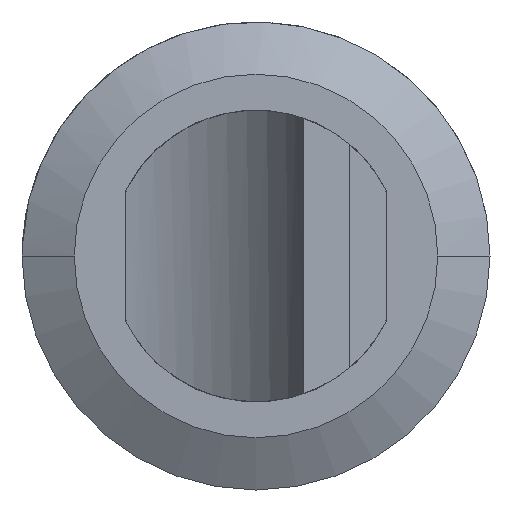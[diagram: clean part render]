
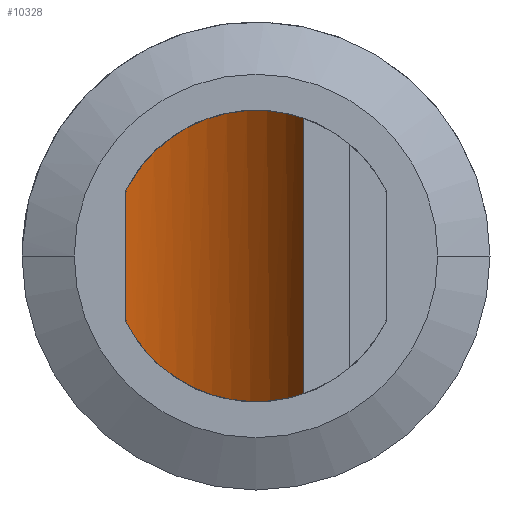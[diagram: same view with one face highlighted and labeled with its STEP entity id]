
A CAD part, left-side view. The second image highlights one B-rep face of the part: STEP entity #10328.
In plain terms, the highlighted cylindrical face has radius 14 mm (diameter 28 mm), a partial arc.
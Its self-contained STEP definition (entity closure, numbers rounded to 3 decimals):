
#10064=CARTESIAN_POINT('',(-37.3,-2.731,
-7.944));
#10065=CARTESIAN_POINT('',(-36.771,-2.5,
-8.023));
#10066=CARTESIAN_POINT('',(-35.77,-1.987,
-8.177));
#10067=CARTESIAN_POINT('',(-34.42,-1.076,
-8.349));
#10068=CARTESIAN_POINT('',(-33.283,-0.108,
-8.418));
#10069=CARTESIAN_POINT('',(-32.34,0.878,
-8.373));
#10070=CARTESIAN_POINT('',(-31.567,1.852,
-8.213));
#10071=CARTESIAN_POINT('',(-30.936,2.802,
-7.939));
#10072=CARTESIAN_POINT('',(-30.424,3.72,
-7.553));
#10073=CARTESIAN_POINT('',(-30.015,4.599,
-7.054));
#10074=CARTESIAN_POINT('',(-29.693,5.428,
-6.439));
#10075=CARTESIAN_POINT('',(-29.449,6.195,
-5.707));
#10076=CARTESIAN_POINT('',(-29.27,6.881,
-4.859));
#10077=CARTESIAN_POINT('',(-29.188,7.268,
-4.228));
#10078=CARTESIAN_POINT('',(-29.154,7.443,
-3.894));
#10080=CARTESIAN_POINT('',(-29.154,7.443,
3.894));
#10081=CARTESIAN_POINT('',(-29.188,7.268,
4.228));
#10082=CARTESIAN_POINT('',(-29.27,6.881,
4.859));
#10083=CARTESIAN_POINT('',(-29.449,6.195,
5.707));
#10084=CARTESIAN_POINT('',(-29.693,5.428,
6.439));
#10085=CARTESIAN_POINT('',(-30.015,4.599,
7.054));
#10086=CARTESIAN_POINT('',(-30.424,3.72,
7.553));
#10087=CARTESIAN_POINT('',(-30.936,2.802,
7.939));
#10088=CARTESIAN_POINT('',(-31.567,1.852,
8.213));
#10089=CARTESIAN_POINT('',(-32.34,0.878,
8.373));
#10090=CARTESIAN_POINT('',(-33.283,-0.108,
8.418));
#10091=CARTESIAN_POINT('',(-34.42,-1.076,
8.349));
#10092=CARTESIAN_POINT('',(-35.77,-1.987,
8.177));
#10093=CARTESIAN_POINT('',(-36.771,-2.5,
8.023));
#10094=CARTESIAN_POINT('',(-37.3,-2.731,
7.944));
#10096=DIRECTION('',(0.,0.,1.));
#10097=VECTOR('',#10096,15.887);
#10098=CARTESIAN_POINT('',(-37.3,-2.731,
-7.944));
#10099=LINE('',#10098,#10097);
#10100=CARTESIAN_POINT('',(-29.154,7.443,
-3.894));
#10101=CARTESIAN_POINT('',(-29.152,7.455,
-3.87));
#10102=CARTESIAN_POINT('',(-29.148,7.476,
-3.82));
#10103=CARTESIAN_POINT('',(-29.144,7.496,
-3.742));
#10104=CARTESIAN_POINT('',(-29.144,7.5,-3.689));
#10105=CARTESIAN_POINT('',(-29.144,7.5,-3.662));
#10170=CARTESIAN_POINT('',(-29.144,7.5,3.662));
#10171=CARTESIAN_POINT('',(-29.144,7.5,3.689));
#10172=CARTESIAN_POINT('',(-29.144,7.496,
3.742));
#10173=CARTESIAN_POINT('',(-29.148,7.476,
3.82));
#10174=CARTESIAN_POINT('',(-29.152,7.455,
3.87));
#10175=CARTESIAN_POINT('',(-29.154,7.443,
3.894));
#10181=DIRECTION('',(0.,0.,1.));
#10182=VECTOR('',#10181,7.324);
#10183=CARTESIAN_POINT('',(-29.144,7.5,-3.662));
#10184=LINE('',#10183,#10182);
#10213=CARTESIAN_POINT('',(-37.3,-2.731,
-7.944));
#10215=VERTEX_POINT('',#10213);
#10218=CARTESIAN_POINT('',(-37.3,-2.731,
7.944));
#10220=VERTEX_POINT('',#10218);
#10221=VERTEX_POINT('',#10100);
#10222=VERTEX_POINT('',#10105);
#10223=VERTEX_POINT('',#10170);
#10224=VERTEX_POINT('',#10175);
#10310=CARTESIAN_POINT('',(-42.9,10.1,-10.5));
#10311=DIRECTION('',(0.,0.,1.));
#10312=DIRECTION('',(1.,0.,0.));
#10313=AXIS2_PLACEMENT_3D('',#10310,#10311,#10312);
#10314=CYLINDRICAL_SURFACE('',#10313,14.);
#10315=ORIENTED_EDGE('',*,*,#10288,.T.);
#10317=ORIENTED_EDGE('',*,*,#10316,.T.);
#10319=ORIENTED_EDGE('',*,*,#10318,.T.);
#10321=ORIENTED_EDGE('',*,*,#10320,.T.);
#10323=ORIENTED_EDGE('',*,*,#10322,.T.);
#10325=ORIENTED_EDGE('',*,*,#10324,.F.);
#10326=EDGE_LOOP('',(#10315,#10317,#10319,#10321,#10323,#10325));
#10327=FACE_OUTER_BOUND('',#10326,.F.);
#10328=ADVANCED_FACE('',(#10327),#10314,.F.);
#10079=B_SPLINE_CURVE_WITH_KNOTS('',3,(#10064,#10065,#10066,#10067,#10068,
#10069,#10070,#10071,#10072,#10073,#10074,#10075,#10076,#10077,#10078),
.UNSPECIFIED.,.F.,.F.,(4,1,1,1,1,1,1,1,1,1,1,1,4),(0.,0.083,
0.167,0.25,0.333,0.417,0.5,
0.583,0.667,0.75,0.833,0.917,
1.),.UNSPECIFIED.);
#10095=B_SPLINE_CURVE_WITH_KNOTS('',3,(#10080,#10081,#10082,#10083,#10084,
#10085,#10086,#10087,#10088,#10089,#10090,#10091,#10092,#10093,#10094),
.UNSPECIFIED.,.F.,.F.,(4,1,1,1,1,1,1,1,1,1,1,1,4),(0.,0.083,
0.167,0.25,0.333,0.417,0.5,
0.583,0.667,0.75,0.833,0.917,
1.),.UNSPECIFIED.);
#10106=B_SPLINE_CURVE_WITH_KNOTS('',3,(#10100,#10101,#10102,#10103,#10104,
#10105),.UNSPECIFIED.,.F.,.F.,(4,1,1,4),(0.,0.333,
0.667,1.),.UNSPECIFIED.);
#10176=B_SPLINE_CURVE_WITH_KNOTS('',3,(#10170,#10171,#10172,#10173,#10174,
#10175),.UNSPECIFIED.,.F.,.F.,(4,1,1,4),(0.,0.333,
0.667,1.),.UNSPECIFIED.);
#10288=EDGE_CURVE('',#10215,#10221,#10079,.T.);
#10316=EDGE_CURVE('',#10221,#10222,#10106,.T.);
#10318=EDGE_CURVE('',#10222,#10223,#10184,.T.);
#10320=EDGE_CURVE('',#10223,#10224,#10176,.T.);
#10322=EDGE_CURVE('',#10224,#10220,#10095,.T.);
#10324=EDGE_CURVE('',#10215,#10220,#10099,.T.);
